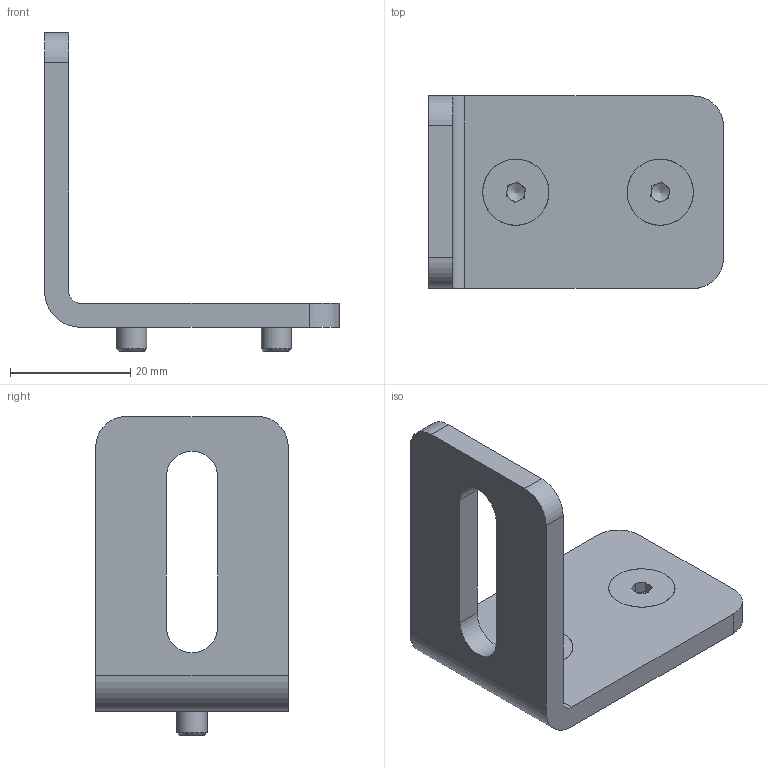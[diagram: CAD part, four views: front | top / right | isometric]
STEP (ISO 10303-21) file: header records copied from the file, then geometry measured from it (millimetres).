
FILE_DESCRIPTION(/* description */ ('Unknown'),/* implementation_level */ '2;1');
FILE_NAME(/* name */ '113.00039 Befestigungsplatte Typ C kpl',/* time_stamp */ '2019-11-06T15:36:02+01:00',/* author */ ('Unknown'),/* organization */ ('Unknown'),/* preprocessor_version */ 'ST-DEVELOPER v16.7',/* originating_system */ 'DEX',/* authorisation */ $);
FILE_SCHEMA (('AUTOMOTIVE_DESIGN {1 0 10303 214 3 1 1}'));
Length unit declared in the file: millimetre
Products named in the file (3): 113.00039; 127.00311; 142.00214
Assembly tree (3 placements, depth 2):
  113.00039
    127.00311
    142.00214  x2
Bounding box: 49 x 32 x 53 mm (x, y, z)
Volume: 10753.5 mm3; surface area: 7245 mm2
Topology: 3 solids, 3 shells, 66 faces, 152 edges, 94 vertices
Faces by surface type: plane 40, cylinder 14, cone 10, torus 2
Full cylindrical faces by diameter (mm): 5 x4, 5.8 x2
Entity records: 1296 total; most frequent: DIRECTION 224, CARTESIAN_POINT 205, ORIENTED_EDGE 184, EDGE_CURVE 92, AXIS2_PLACEMENT_3D 84, VERTEX_POINT 65, FACE_BOUND 63, EDGE_LOOP 62
